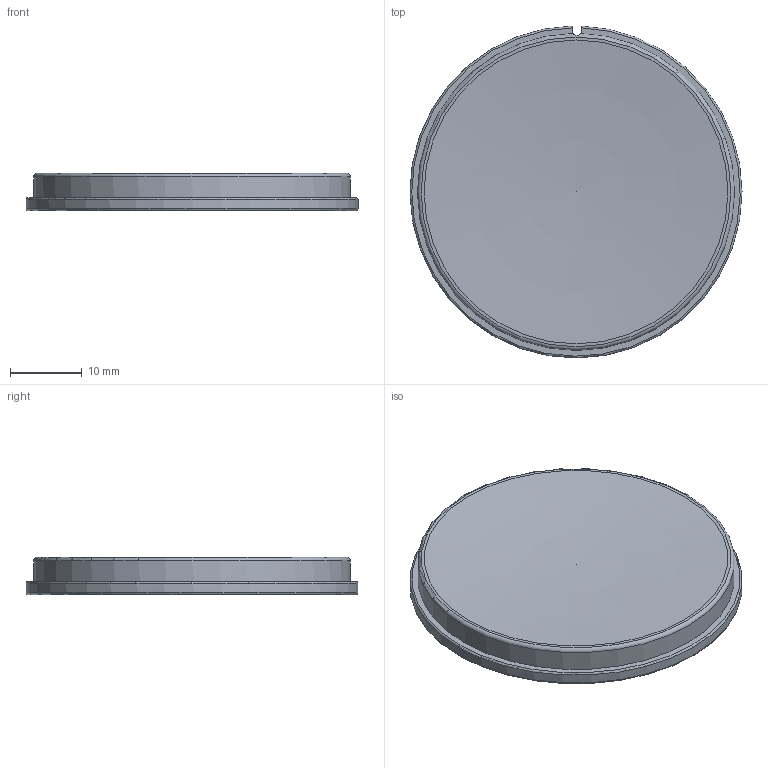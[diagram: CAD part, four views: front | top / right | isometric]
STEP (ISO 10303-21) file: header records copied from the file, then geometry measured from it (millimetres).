
FILE_DESCRIPTION(('HOOPS Exchange Step'),'2;1');
FILE_NAME('temp_export','2023-04-10T02:43:22-16:00',('30abd'),('Shapr3D Limited'),'HOOPS Exchange 2022.2','Shapr3D','Authorized');
FILE_SCHEMA( ('AUTOMOTIVE_DESIGN { 1 0 10303 214 1 1 1 1 }') );
Length unit declared in the file: millimetre
Products named in the file (2): TM040040-2024-303.stp; root
Assembly tree (1 placements, depth 2):
  root
    TM040040-2024-303.stp
Bounding box: 46.12 x 46.11 x 5.18 mm (x, y, z)
Volume: 3528 mm3; surface area: 4383.2 mm2
Topology: 1 solids, 1 shells, 39 faces, 105 edges, 69 vertices
Faces by surface type: cylinder 15, plane 12, torus 12
Entity records: 1342 total; most frequent: CARTESIAN_POINT 277, DIRECTION 233, ORIENTED_EDGE 208, EDGE_CURVE 104, AXIS2_PLACEMENT_3D 97, VERTEX_POINT 69, CIRCLE 56, EDGE_LOOP 41
